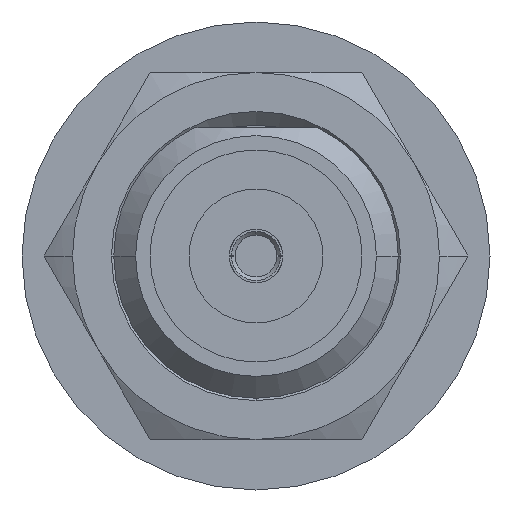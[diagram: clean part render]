
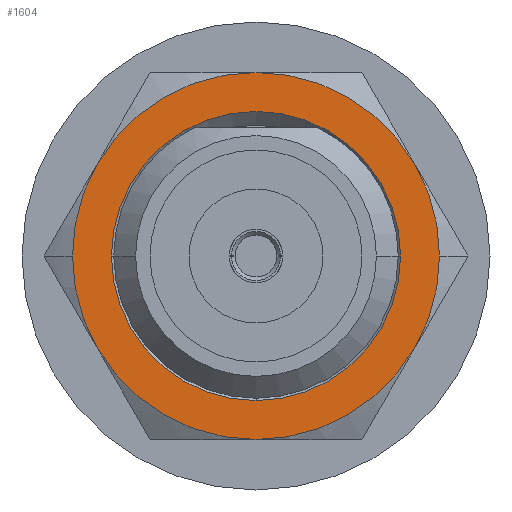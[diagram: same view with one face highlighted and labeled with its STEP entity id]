
A CAD part, left-side view. The second image highlights one B-rep face of the part: STEP entity #1604.
In plain terms, the highlighted planar face has unit normal (-1, 0, 0).
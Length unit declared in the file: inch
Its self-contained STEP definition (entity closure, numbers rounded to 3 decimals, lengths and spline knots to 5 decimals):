
#30 = CARTESIAN_POINT ( 'NONE',  ( 0., 0., 0. ) ) ;
#97 = DIRECTION ( 'NONE',  ( -1., 0., 0. ) ) ;
#145 = DIRECTION ( 'NONE',  ( 1., 0., 0. ) ) ;
#187 = DIRECTION ( 'NONE',  ( 1., 0., 0. ) ) ;
#260 = DIRECTION ( 'NONE',  ( 0., 1., 0. ) ) ;
#280 = EDGE_CURVE ( 'NONE', #1837, #2190, #1501, .T. ) ;
#345 = EDGE_LOOP ( 'NONE', ( #662, #4578, #2769 ) ) ;
#485 = CARTESIAN_POINT ( 'NONE',  ( 0., 0., 0. ) ) ;
#513 = CARTESIAN_POINT ( 'NONE',  ( 0., 0., 0. ) ) ;
#573 = CARTESIAN_POINT ( 'NONE',  ( 0., 0., 0. ) ) ;
#623 = CARTESIAN_POINT ( 'NONE',  ( 0., 0., -0.12402 ) ) ;
#662 = ORIENTED_EDGE ( 'NONE', *, *, #280, .T. ) ;
#696 = DIRECTION ( 'NONE',  ( 0., 0., 1. ) ) ;
#719 = DIRECTION ( 'NONE',  ( -1., 0., 0. ) ) ;
#731 = VERTEX_POINT ( 'NONE', #1251 ) ;
#802 = EDGE_CURVE ( 'NONE', #2190, #1202, #2153, .T. ) ;
#828 = CARTESIAN_POINT ( 'NONE',  ( 0., -0.15748, 0. ) ) ;
#1003 = VERTEX_POINT ( 'NONE', #1568 ) ;
#1018 = CIRCLE ( 'NONE', #3248, 0.15748 ) ;
#1090 = AXIS2_PLACEMENT_3D ( 'NONE', #485, #1962, #2705 ) ;
#1117 = CIRCLE ( 'NONE', #3493, 0.15748 ) ;
#1153 = DIRECTION ( 'NONE',  ( 0., -1., 0. ) ) ;
#1165 = CIRCLE ( 'NONE', #1090, 0.15748 ) ;
#1178 = VERTEX_POINT ( 'NONE', #3184 ) ;
#1202 = VERTEX_POINT ( 'NONE', #1979 ) ;
#1251 = CARTESIAN_POINT ( 'NONE',  ( 0., 0.15748, 0. ) ) ;
#1445 = CARTESIAN_POINT ( 'NONE',  ( 0., 0., 0. ) ) ;
#1454 = DIRECTION ( 'NONE',  ( 0., -1., 0. ) ) ;
#1468 = DIRECTION ( 'NONE',  ( 0., 0.866, 0.5 ) ) ;
#1483 = AXIS2_PLACEMENT_3D ( 'NONE', #573, #3150, #2070 ) ;
#1494 = CARTESIAN_POINT ( 'NONE',  ( 0., 0., 0. ) ) ;
#1501 = CIRCLE ( 'NONE', #4257, 0.12402 ) ;
#1568 = CARTESIAN_POINT ( 'NONE',  ( 0., 0., -0.15748 ) ) ;
#1580 = CIRCLE ( 'NONE', #4262, 0.15748 ) ;
#1604 = ADVANCED_FACE ( 'NONE', ( #4523, #4064 ), #3798, .F. ) ;
#1669 = DIRECTION ( 'NONE',  ( 0., 0., -1. ) ) ;
#1721 = DIRECTION ( 'NONE',  ( 1., 0., 0. ) ) ;
#1742 = AXIS2_PLACEMENT_3D ( 'NONE', #1445, #3551, #2913 ) ;
#1751 = AXIS2_PLACEMENT_3D ( 'NONE', #2279, #3725, #1983 ) ;
#1805 = CARTESIAN_POINT ( 'NONE',  ( 0., -0.13638, 0.07874 ) ) ;
#1826 = AXIS2_PLACEMENT_3D ( 'NONE', #4666, #3962, #260 ) ;
#1837 = VERTEX_POINT ( 'NONE', #2623 ) ;
#1962 = DIRECTION ( 'NONE',  ( 1., 0., 0. ) ) ;
#1979 = CARTESIAN_POINT ( 'NONE',  ( 0., 0.12402, 0. ) ) ;
#1983 = DIRECTION ( 'NONE',  ( 0., 1., 0. ) ) ;
#2070 = DIRECTION ( 'NONE',  ( 0., 0.866, 0.5 ) ) ;
#2153 = CIRCLE ( 'NONE', #4050, 0.12402 ) ;
#2183 = EDGE_CURVE ( 'NONE', #3257, #3267, #1117, .T. ) ;
#2190 = VERTEX_POINT ( 'NONE', #623 ) ;
#2194 = EDGE_CURVE ( 'NONE', #1178, #3930, #4028, .T. ) ;
#2239 = CARTESIAN_POINT ( 'NONE',  ( 0., 0.13638, -0.07874 ) ) ;
#2279 = CARTESIAN_POINT ( 'NONE',  ( 0., 0., 0. ) ) ;
#2320 = EDGE_CURVE ( 'NONE', #3880, #3257, #1580, .T. ) ;
#2390 = CIRCLE ( 'NONE', #2999, 0.15748 ) ;
#2406 = ORIENTED_EDGE ( 'NONE', *, *, #2194, .T. ) ;
#2482 = CARTESIAN_POINT ( 'NONE',  ( 0., 0., 0. ) ) ;
#2508 = CIRCLE ( 'NONE', #1826, 0.12402 ) ;
#2563 = CIRCLE ( 'NONE', #1483, 0.15748 ) ;
#2623 = CARTESIAN_POINT ( 'NONE',  ( 0., -0.12402, 0. ) ) ;
#2703 = AXIS2_PLACEMENT_3D ( 'NONE', #513, #97, #3471 ) ;
#2705 = DIRECTION ( 'NONE',  ( 0., -0.866, -0.5 ) ) ;
#2760 = ORIENTED_EDGE ( 'NONE', *, *, #2320, .F. ) ;
#2769 = ORIENTED_EDGE ( 'NONE', *, *, #3799, .T. ) ;
#2770 = EDGE_CURVE ( 'NONE', #3880, #731, #2563, .T. ) ;
#2782 = VERTEX_POINT ( 'NONE', #2239 ) ;
#2820 = ORIENTED_EDGE ( 'NONE', *, *, #3706, .F. ) ;
#2883 = ORIENTED_EDGE ( 'NONE', *, *, #4561, .F. ) ;
#2905 = CARTESIAN_POINT ( 'NONE',  ( 0., 0., 0.15748 ) ) ;
#2913 = DIRECTION ( 'NONE',  ( 0., -0.866, -0.5 ) ) ;
#2939 = DIRECTION ( 'NONE',  ( 1., 0., 0. ) ) ;
#2999 = AXIS2_PLACEMENT_3D ( 'NONE', #4613, #187, #1669 ) ;
#3115 = CARTESIAN_POINT ( 'NONE',  ( 0., 0., 0. ) ) ;
#3150 = DIRECTION ( 'NONE',  ( -1., 0., 0. ) ) ;
#3184 = CARTESIAN_POINT ( 'NONE',  ( 0., -0.13638, -0.07874 ) ) ;
#3248 = AXIS2_PLACEMENT_3D ( 'NONE', #30, #719, #1468 ) ;
#3257 = VERTEX_POINT ( 'NONE', #2905 ) ;
#3267 = VERTEX_POINT ( 'NONE', #1805 ) ;
#3441 = ORIENTED_EDGE ( 'NONE', *, *, #2770, .T. ) ;
#3471 = DIRECTION ( 'NONE',  ( 0., -0.866, -0.5 ) ) ;
#3473 = ORIENTED_EDGE ( 'NONE', *, *, #4485, .T. ) ;
#3493 = AXIS2_PLACEMENT_3D ( 'NONE', #2482, #3574, #696 ) ;
#3538 = CARTESIAN_POINT ( 'NONE',  ( 0., 0., 0. ) ) ;
#3551 = DIRECTION ( 'NONE',  ( -1., 0., 0. ) ) ;
#3572 = ORIENTED_EDGE ( 'NONE', *, *, #4311, .T. ) ;
#3574 = DIRECTION ( 'NONE',  ( 1., 0., 0. ) ) ;
#3706 = EDGE_CURVE ( 'NONE', #1003, #2782, #2390, .T. ) ;
#3725 = DIRECTION ( 'NONE',  ( 1., 0., 0. ) ) ;
#3733 = ORIENTED_EDGE ( 'NONE', *, *, #2183, .F. ) ;
#3798 = PLANE ( 'NONE',  #1751 ) ;
#3799 = EDGE_CURVE ( 'NONE', #1202, #1837, #2508, .T. ) ;
#3880 = VERTEX_POINT ( 'NONE', #4118 ) ;
#3930 = VERTEX_POINT ( 'NONE', #828 ) ;
#3962 = DIRECTION ( 'NONE',  ( 1., 0., 0. ) ) ;
#4028 = CIRCLE ( 'NONE', #1742, 0.15748 ) ;
#4050 = AXIS2_PLACEMENT_3D ( 'NONE', #3538, #1721, #1454 ) ;
#4064 = FACE_OUTER_BOUND ( 'NONE', #4434, .T. ) ;
#4118 = CARTESIAN_POINT ( 'NONE',  ( 0., 0.13638, 0.07874 ) ) ;
#4257 = AXIS2_PLACEMENT_3D ( 'NONE', #1494, #2939, #1153 ) ;
#4262 = AXIS2_PLACEMENT_3D ( 'NONE', #3115, #145, #4570 ) ;
#4311 = EDGE_CURVE ( 'NONE', #731, #2782, #1018, .T. ) ;
#4434 = EDGE_LOOP ( 'NONE', ( #2820, #2883, #2406, #3473, #3733, #2760, #3441, #3572 ) ) ;
#4485 = EDGE_CURVE ( 'NONE', #3930, #3267, #4700, .T. ) ;
#4523 = FACE_BOUND ( 'NONE', #345, .T. ) ;
#4561 = EDGE_CURVE ( 'NONE', #1178, #1003, #1165, .T. ) ;
#4570 = DIRECTION ( 'NONE',  ( 0., 0.866, 0.5 ) ) ;
#4578 = ORIENTED_EDGE ( 'NONE', *, *, #802, .T. ) ;
#4613 = CARTESIAN_POINT ( 'NONE',  ( 0., 0., 0. ) ) ;
#4666 = CARTESIAN_POINT ( 'NONE',  ( 0., 0., 0. ) ) ;
#4700 = CIRCLE ( 'NONE', #2703, 0.15748 ) ;
